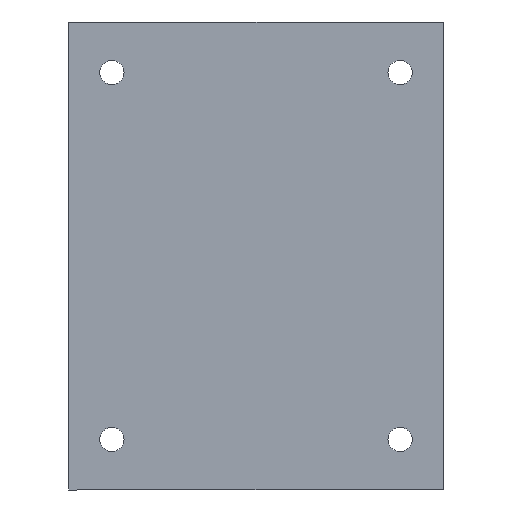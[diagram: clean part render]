
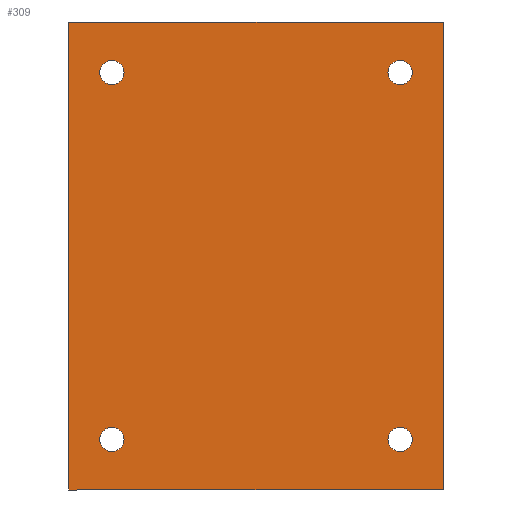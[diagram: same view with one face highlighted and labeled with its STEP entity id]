
A CAD part, front view. The second image highlights one B-rep face of the part: STEP entity #309.
In plain terms, the highlighted planar face has unit normal (0, -1, 0).
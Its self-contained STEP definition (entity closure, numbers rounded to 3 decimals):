
#6 = DIRECTION ( 'NONE',  ( 0., -1., 0. ) ) ;
#20 = VERTEX_POINT ( 'NONE', #220 ) ;
#23 = DIRECTION ( 'NONE',  ( 1., 0., 0. ) ) ;
#27 = AXIS2_PLACEMENT_3D ( 'NONE', #565, #557, #509 ) ;
#31 = VERTEX_POINT ( 'NONE', #42 ) ;
#35 = CARTESIAN_POINT ( 'NONE',  ( 100., 0., 125. ) ) ;
#37 = ORIENTED_EDGE ( 'NONE', *, *, #560, .T. ) ;
#42 = CARTESIAN_POINT ( 'NONE',  ( 83.5, 0., -98. ) ) ;
#43 = AXIS2_PLACEMENT_3D ( 'NONE', #671, #443, #87 ) ;
#52 = ORIENTED_EDGE ( 'NONE', *, *, #439, .T. ) ;
#61 = CARTESIAN_POINT ( 'NONE',  ( 77., 0., -98. ) ) ;
#64 = ORIENTED_EDGE ( 'NONE', *, *, #603, .T. ) ;
#72 = FACE_BOUND ( 'NONE', #194, .T. ) ;
#79 = LINE ( 'NONE', #534, #624 ) ;
#83 = CARTESIAN_POINT ( 'NONE',  ( 77., 0., 98. ) ) ;
#87 = DIRECTION ( 'NONE',  ( -1., 0., 0. ) ) ;
#101 = CARTESIAN_POINT ( 'NONE',  ( -100., 0., 125. ) ) ;
#112 = CARTESIAN_POINT ( 'NONE',  ( 77., 0., -98. ) ) ;
#124 = CARTESIAN_POINT ( 'NONE',  ( 0., 0., 0. ) ) ;
#125 = CARTESIAN_POINT ( 'NONE',  ( 83.5, 0., 98. ) ) ;
#129 = FACE_BOUND ( 'NONE', #631, .T. ) ;
#133 = DIRECTION ( 'NONE',  ( 0., 1., 0. ) ) ;
#147 = CARTESIAN_POINT ( 'NONE',  ( -77., 0., 98. ) ) ;
#148 = ORIENTED_EDGE ( 'NONE', *, *, #646, .T. ) ;
#177 = CARTESIAN_POINT ( 'NONE',  ( -100., 0., -125. ) ) ;
#185 = EDGE_CURVE ( 'NONE', #471, #31, #730, .T. ) ;
#194 = EDGE_LOOP ( 'NONE', ( #513, #407 ) ) ;
#197 = AXIS2_PLACEMENT_3D ( 'NONE', #83, #734, #726 ) ;
#204 = VERTEX_POINT ( 'NONE', #177 ) ;
#216 = EDGE_LOOP ( 'NONE', ( #408, #677, #335, #363 ) ) ;
#220 = CARTESIAN_POINT ( 'NONE',  ( -70.5, 0., 98. ) ) ;
#240 = AXIS2_PLACEMENT_3D ( 'NONE', #572, #341, #567 ) ;
#251 = CARTESIAN_POINT ( 'NONE',  ( -70.5, 0., -98. ) ) ;
#271 = VERTEX_POINT ( 'NONE', #581 ) ;
#300 = DIRECTION ( 'NONE',  ( 0., 0., -1. ) ) ;
#309 = ADVANCED_FACE ( 'NONE', ( #589, #72, #559, #468, #129 ), #432, .T. ) ;
#319 = EDGE_CURVE ( 'NONE', #31, #471, #552, .T. ) ;
#329 = CARTESIAN_POINT ( 'NONE',  ( 100., 0., -125. ) ) ;
#332 = CIRCLE ( 'NONE', #240, 6.5 ) ;
#334 = DIRECTION ( 'NONE',  ( 0., 1., 0. ) ) ;
#335 = ORIENTED_EDGE ( 'NONE', *, *, #433, .F. ) ;
#339 = AXIS2_PLACEMENT_3D ( 'NONE', #61, #133, #543 ) ;
#340 = EDGE_LOOP ( 'NONE', ( #37, #569 ) ) ;
#341 = DIRECTION ( 'NONE',  ( 0., 1., 0. ) ) ;
#353 = DIRECTION ( 'NONE',  ( 0., 0., 1. ) ) ;
#363 = ORIENTED_EDGE ( 'NONE', *, *, #751, .F. ) ;
#374 = VECTOR ( 'NONE', #606, 1000. ) ;
#383 = VERTEX_POINT ( 'NONE', #251 ) ;
#384 = VERTEX_POINT ( 'NONE', #427 ) ;
#391 = DIRECTION ( 'NONE',  ( 0., 1., 0. ) ) ;
#393 = VECTOR ( 'NONE', #300, 1000. ) ;
#394 = EDGE_CURVE ( 'NONE', #384, #383, #492, .T. ) ;
#395 = CARTESIAN_POINT ( 'NONE',  ( -83.5, 0., 98. ) ) ;
#396 = EDGE_CURVE ( 'NONE', #728, #204, #755, .T. ) ;
#407 = ORIENTED_EDGE ( 'NONE', *, *, #185, .T. ) ;
#408 = ORIENTED_EDGE ( 'NONE', *, *, #396, .F. ) ;
#412 = EDGE_CURVE ( 'NONE', #271, #767, #452, .T. ) ;
#419 = AXIS2_PLACEMENT_3D ( 'NONE', #147, #334, #690 ) ;
#422 = DIRECTION ( 'NONE',  ( 0., 1., 0. ) ) ;
#427 = CARTESIAN_POINT ( 'NONE',  ( -83.5, 0., -98. ) ) ;
#432 = PLANE ( 'NONE',  #692 ) ;
#433 = EDGE_CURVE ( 'NONE', #715, #571, #445, .T. ) ;
#436 = EDGE_LOOP ( 'NONE', ( #148, #609 ) ) ;
#439 = EDGE_CURVE ( 'NONE', #554, #20, #507, .T. ) ;
#443 = DIRECTION ( 'NONE',  ( 0., 1., 0. ) ) ;
#444 = DIRECTION ( 'NONE',  ( 1., 0., 0. ) ) ;
#445 = LINE ( 'NONE', #729, #577 ) ;
#448 = CARTESIAN_POINT ( 'NONE',  ( -77., 0., -98. ) ) ;
#452 = CIRCLE ( 'NONE', #197, 6.5 ) ;
#453 = AXIS2_PLACEMENT_3D ( 'NONE', #112, #422, #702 ) ;
#466 = CARTESIAN_POINT ( 'NONE',  ( 100., 0., 125. ) ) ;
#468 = FACE_BOUND ( 'NONE', #340, .T. ) ;
#471 = VERTEX_POINT ( 'NONE', #608 ) ;
#492 = CIRCLE ( 'NONE', #597, 6.5 ) ;
#507 = CIRCLE ( 'NONE', #43, 6.5 ) ;
#509 = DIRECTION ( 'NONE',  ( 1., 0., 0. ) ) ;
#513 = ORIENTED_EDGE ( 'NONE', *, *, #319, .T. ) ;
#534 = CARTESIAN_POINT ( 'NONE',  ( -100., 0., 125. ) ) ;
#539 = DIRECTION ( 'NONE',  ( 1., 0., 0. ) ) ;
#543 = DIRECTION ( 'NONE',  ( -1., 0., 0. ) ) ;
#552 = CIRCLE ( 'NONE', #339, 6.5 ) ;
#554 = VERTEX_POINT ( 'NONE', #395 ) ;
#557 = DIRECTION ( 'NONE',  ( 0., 1., 0. ) ) ;
#559 = FACE_OUTER_BOUND ( 'NONE', #216, .T. ) ;
#560 = EDGE_CURVE ( 'NONE', #767, #271, #750, .T. ) ;
#565 = CARTESIAN_POINT ( 'NONE',  ( 77., 0., 98. ) ) ;
#567 = DIRECTION ( 'NONE',  ( 1., 0., 0. ) ) ;
#569 = ORIENTED_EDGE ( 'NONE', *, *, #412, .T. ) ;
#571 = VERTEX_POINT ( 'NONE', #35 ) ;
#572 = CARTESIAN_POINT ( 'NONE',  ( -77., 0., -98. ) ) ;
#577 = VECTOR ( 'NONE', #444, 1000. ) ;
#581 = CARTESIAN_POINT ( 'NONE',  ( 70.5, 0., 98. ) ) ;
#589 = FACE_BOUND ( 'NONE', #436, .T. ) ;
#597 = AXIS2_PLACEMENT_3D ( 'NONE', #448, #391, #23 ) ;
#603 = EDGE_CURVE ( 'NONE', #20, #554, #725, .T. ) ;
#606 = DIRECTION ( 'NONE',  ( -1., 0., 0. ) ) ;
#608 = CARTESIAN_POINT ( 'NONE',  ( 70.5, 0., -98. ) ) ;
#609 = ORIENTED_EDGE ( 'NONE', *, *, #394, .T. ) ;
#624 = VECTOR ( 'NONE', #353, 1000. ) ;
#631 = EDGE_LOOP ( 'NONE', ( #64, #52 ) ) ;
#646 = EDGE_CURVE ( 'NONE', #383, #384, #332, .T. ) ;
#671 = CARTESIAN_POINT ( 'NONE',  ( -77., 0., 98. ) ) ;
#677 = ORIENTED_EDGE ( 'NONE', *, *, #741, .F. ) ;
#690 = DIRECTION ( 'NONE',  ( -1., 0., 0. ) ) ;
#692 = AXIS2_PLACEMENT_3D ( 'NONE', #124, #6, #539 ) ;
#697 = CARTESIAN_POINT ( 'NONE',  ( 100., 0., -125. ) ) ;
#702 = DIRECTION ( 'NONE',  ( -1., 0., 0. ) ) ;
#715 = VERTEX_POINT ( 'NONE', #101 ) ;
#725 = CIRCLE ( 'NONE', #419, 6.5 ) ;
#726 = DIRECTION ( 'NONE',  ( 1., 0., 0. ) ) ;
#728 = VERTEX_POINT ( 'NONE', #697 ) ;
#729 = CARTESIAN_POINT ( 'NONE',  ( 100., 0., 125. ) ) ;
#730 = CIRCLE ( 'NONE', #453, 6.5 ) ;
#734 = DIRECTION ( 'NONE',  ( 0., 1., 0. ) ) ;
#735 = LINE ( 'NONE', #466, #393 ) ;
#741 = EDGE_CURVE ( 'NONE', #571, #728, #735, .T. ) ;
#750 = CIRCLE ( 'NONE', #27, 6.5 ) ;
#751 = EDGE_CURVE ( 'NONE', #204, #715, #79, .T. ) ;
#755 = LINE ( 'NONE', #329, #374 ) ;
#767 = VERTEX_POINT ( 'NONE', #125 ) ;
